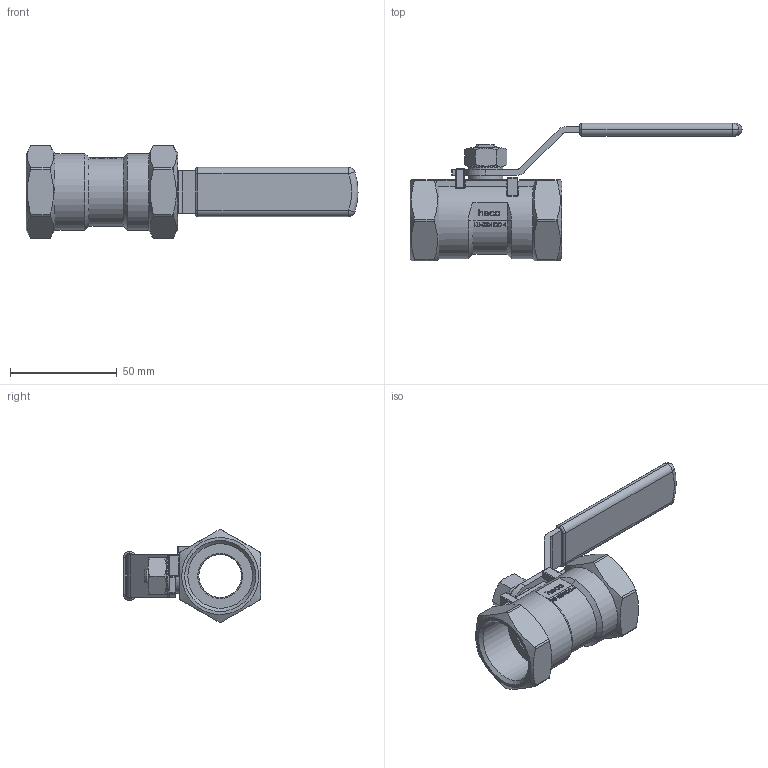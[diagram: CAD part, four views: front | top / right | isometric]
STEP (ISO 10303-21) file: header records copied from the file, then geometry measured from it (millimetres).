
FILE_DESCRIPTION (( 'STEP AP214' ), '1' );
FILE_NAME ('KU-100-ECO-4 Kugelhahn heco.STEP', '2013-09-23T09:04:42', ( 'test' ), ( '' ), 'SwSTEP 2.0', 'SolidWorks 2011', '' );
FILE_SCHEMA (( 'AUTOMOTIVE_DESIGN' ));
Length unit declared in the file: millimetre
Products named in the file (1): KU-100-ECO-4 Kugelhahn heco
Bounding box: 155.5 x 64.4 x 43.57 mm (x, y, z)
Volume: 55659.7 mm3; surface area: 24306.7 mm2
Topology: 2 solids, 2 shells, 570 faces, 1468 edges, 934 vertices
Faces by surface type: plane 248, bspline 156, cylinder 106, cone 25, torus 23, sphere 12
Full cylindrical faces by diameter (mm): 16 x2, 20 x1, 30.289 x2
Entity records: 31376 total; most frequent: CARTESIAN_POINT 12524, ORIENTED_EDGE 2874, DIRECTION 2071, EDGE_CURVE 1437, VERTEX_POINT 928, VECTOR 741, LINE 741, AXIS2_PLACEMENT_3D 665
